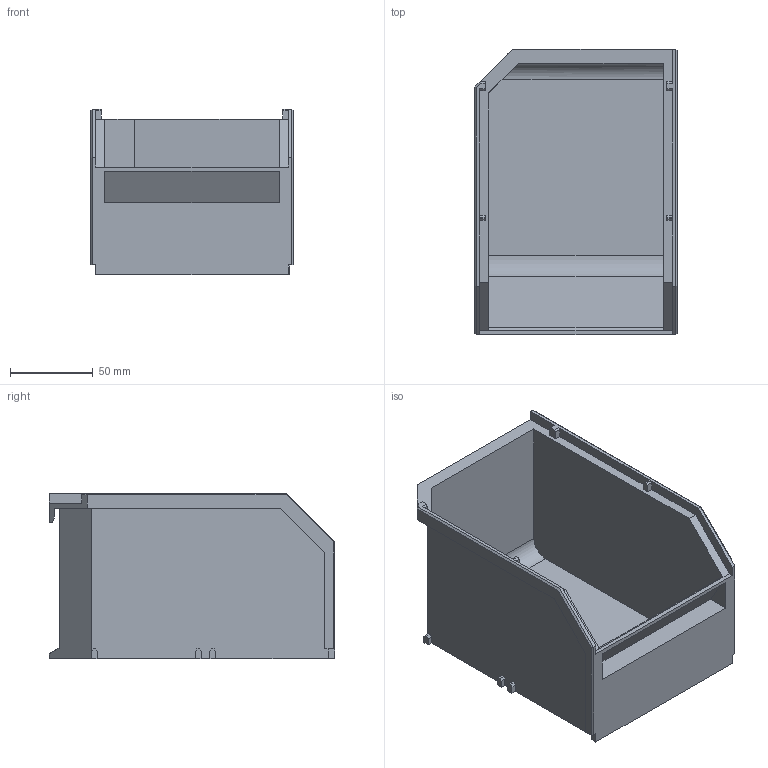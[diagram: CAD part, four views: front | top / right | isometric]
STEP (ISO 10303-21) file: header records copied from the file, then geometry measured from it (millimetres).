
FILE_DESCRIPTION (( 'STEP AP214' ), '1' );
FILE_NAME ('6920302', '2019-02-01T13:48:37', ( '' ), ('JUGARD+KÜNSTNER GmbH'), 'SwSTEP 2.0', 'SolidWorks 2017', '' );
FILE_SCHEMA (( 'AUTOMOTIVE_DESIGN' ));
Length unit declared in the file: millimetre
Products named in the file (1): 6920302_CNAJF00
Bounding box: 122.5 x 172.5 x 100 mm (x, y, z)
Volume: 301207.6 mm3; surface area: 136895.4 mm2
Topology: 1 solids, 1 shells, 123 faces, 350 edges, 230 vertices
Faces by surface type: plane 120, cylinder 3
Entity records: 3943 total; most frequent: CARTESIAN_POINT 707, ORIENTED_EDGE 700, DIRECTION 602, EDGE_CURVE 350, LINE 344, VECTOR 344, VERTEX_POINT 230, AXIS2_PLACEMENT_3D 129
